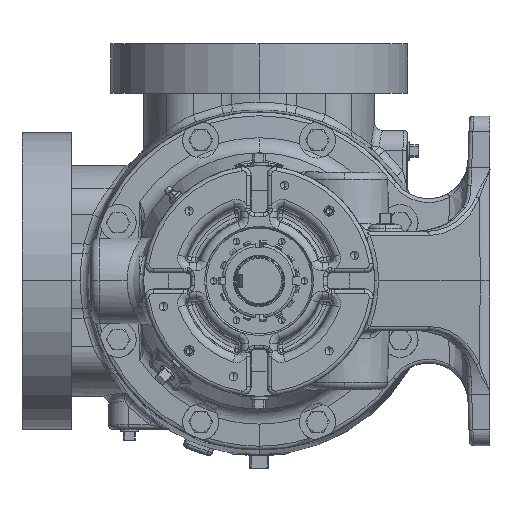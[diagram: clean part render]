
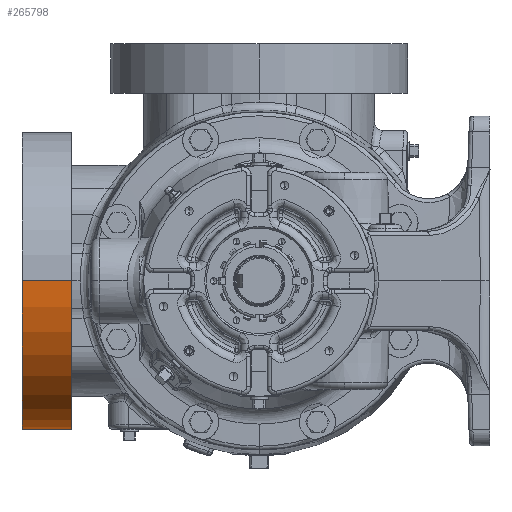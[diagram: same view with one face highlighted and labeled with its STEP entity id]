
A CAD part, left-side view. The second image highlights one B-rep face of the part: STEP entity #265798.
In plain terms, the highlighted cylindrical face has radius 114.3 mm (diameter 228.6 mm), a partial arc.
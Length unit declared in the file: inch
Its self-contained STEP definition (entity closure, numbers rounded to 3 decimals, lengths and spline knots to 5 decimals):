
#4282 = DIRECTION ( 'NONE',  ( -1., 0., 0. ) ) ;
#8189 = CARTESIAN_POINT ( 'NONE',  ( 9.013, 5.33867, 0. ) ) ;
#11244 = AXIS2_PLACEMENT_3D ( 'NONE', #57753, #62980, #151000 ) ;
#22325 = EDGE_CURVE ( 'NONE', #71088, #207785, #108186, .T. ) ;
#31121 = VERTEX_POINT ( 'NONE', #113647 ) ;
#50688 = LINE ( 'NONE', #8189, #65299 ) ;
#57753 = CARTESIAN_POINT ( 'NONE',  ( 4.513, 5.33867, 0. ) ) ;
#62980 = DIRECTION ( 'NONE',  ( 0., -1., 0. ) ) ;
#63928 = CARTESIAN_POINT ( 'NONE',  ( 0.013, 5.33867, 0. ) ) ;
#65299 = VECTOR ( 'NONE', #137267, 39.37008 ) ;
#71088 = VERTEX_POINT ( 'NONE', #162319 ) ;
#73240 = DIRECTION ( 'NONE',  ( -1., 0., 0. ) ) ;
#87904 = CIRCLE ( 'NONE', #210026, 4.5 ) ;
#89366 = EDGE_CURVE ( 'NONE', #145523, #207785, #50688, .T. ) ;
#90848 = LINE ( 'NONE', #63928, #257033 ) ;
#108186 = CIRCLE ( 'NONE', #243860, 4.5 ) ;
#112112 = DIRECTION ( 'NONE',  ( 0., -1., 0. ) ) ;
#113647 = CARTESIAN_POINT ( 'NONE',  ( 0.013, 7.1875, 0. ) ) ;
#122743 = ORIENTED_EDGE ( 'NONE', *, *, #22325, .F. ) ;
#124946 = EDGE_CURVE ( 'NONE', #31121, #145523, #87904, .T. ) ;
#129115 = EDGE_CURVE ( 'NONE', #31121, #71088, #90848, .T. ) ;
#137267 = DIRECTION ( 'NONE',  ( 0., -1., 0. ) ) ;
#145418 = EDGE_LOOP ( 'NONE', ( #233134, #182328, #122743, #238412 ) ) ;
#145523 = VERTEX_POINT ( 'NONE', #167280 ) ;
#151000 = DIRECTION ( 'NONE',  ( -1., 0., 0. ) ) ;
#156056 = CARTESIAN_POINT ( 'NONE',  ( 4.513, 7.1875, 0. ) ) ;
#162319 = CARTESIAN_POINT ( 'NONE',  ( 0.013, 5.6875, 0. ) ) ;
#162636 = DIRECTION ( 'NONE',  ( 0., -1., 0. ) ) ;
#165379 = CARTESIAN_POINT ( 'NONE',  ( 4.513, 5.6875, 0. ) ) ;
#167280 = CARTESIAN_POINT ( 'NONE',  ( 9.013, 7.1875, 0. ) ) ;
#169685 = CARTESIAN_POINT ( 'NONE',  ( 9.013, 5.6875, 0. ) ) ;
#182328 = ORIENTED_EDGE ( 'NONE', *, *, #89366, .T. ) ;
#207785 = VERTEX_POINT ( 'NONE', #169685 ) ;
#209389 = FACE_OUTER_BOUND ( 'NONE', #145418, .T. ) ;
#210026 = AXIS2_PLACEMENT_3D ( 'NONE', #156056, #260703, #4282 ) ;
#233134 = ORIENTED_EDGE ( 'NONE', *, *, #124946, .T. ) ;
#238412 = ORIENTED_EDGE ( 'NONE', *, *, #129115, .F. ) ;
#243860 = AXIS2_PLACEMENT_3D ( 'NONE', #165379, #162636, #73240 ) ;
#251843 = CYLINDRICAL_SURFACE ( 'NONE', #11244, 4.5 ) ;
#257033 = VECTOR ( 'NONE', #112112, 39.37008 ) ;
#260703 = DIRECTION ( 'NONE',  ( 0., -1., 0. ) ) ;
#265798 = ADVANCED_FACE ( 'NONE', ( #209389 ), #251843, .T. ) ;
